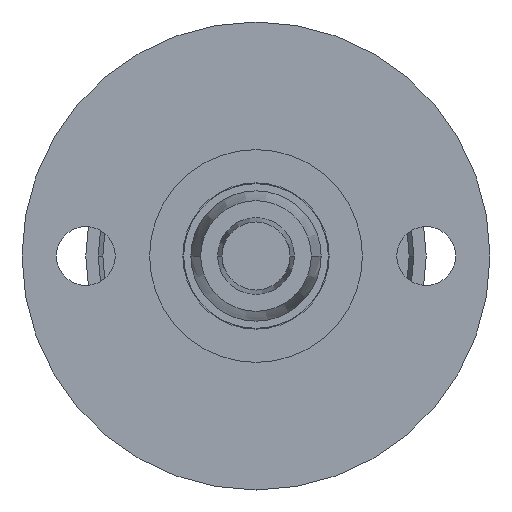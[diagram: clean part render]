
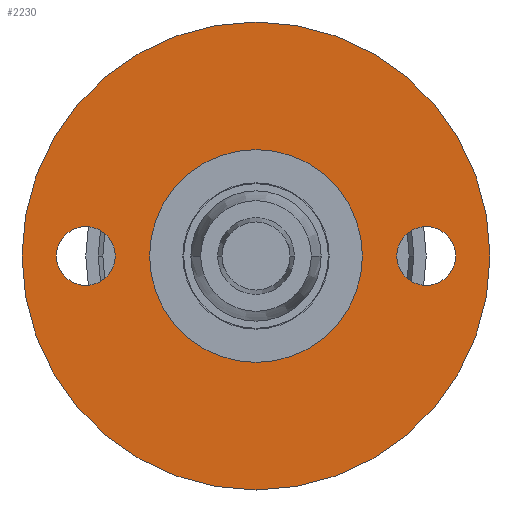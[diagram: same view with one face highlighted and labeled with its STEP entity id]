
A CAD part, left-side view. The second image highlights one B-rep face of the part: STEP entity #2230.
In plain terms, the highlighted planar face has unit normal (-1, 0, 0).
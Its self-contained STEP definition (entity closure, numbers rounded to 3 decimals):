
#196=CARTESIAN_POINT('',(3.75,27.5,0.0));
#197=VERTEX_POINT('',#196);
#213=CARTESIAN_POINT('',(3.75,-27.5,0.));
#214=VERTEX_POINT('',#213);
#221=CARTESIAN_POINT('',(3.75,0.,0.0));
#222=DIRECTION('',(1.0,0.0,0.0));
#223=DIRECTION('',(0.0,1.0,0.0));
#224=AXIS2_PLACEMENT_3D('',#221,#222,#223);
#225=CIRCLE('',#224,27.5);
#226=EDGE_CURVE('',#214,#197,#225,.T.);
#236=CARTESIAN_POINT('',(3.75,12.5,0.0));
#237=VERTEX_POINT('',#236);
#246=CARTESIAN_POINT('',(3.75,-12.5,0.));
#247=VERTEX_POINT('',#246);
#248=CARTESIAN_POINT('',(3.75,0.,0.0));
#249=DIRECTION('',(1.0,0.0,0.0));
#250=DIRECTION('',(0.0,1.0,0.0));
#251=AXIS2_PLACEMENT_3D('',#248,#249,#250);
#252=CIRCLE('',#251,12.5);
#253=EDGE_CURVE('',#247,#237,#252,.T.);
#614=CARTESIAN_POINT('',(3.75,20.,3.456));
#615=VERTEX_POINT('',#614);
#624=CARTESIAN_POINT('',(3.75,20.,-3.456));
#625=VERTEX_POINT('',#624);
#626=CARTESIAN_POINT('',(3.75,20.,0.0));
#627=DIRECTION('',(1.0,0.0,0.0));
#628=DIRECTION('',(0.0,0.0,1.0));
#629=AXIS2_PLACEMENT_3D('',#626,#627,#628);
#630=CIRCLE('',#629,3.456);
#631=EDGE_CURVE('',#625,#615,#630,.T.);
#656=CARTESIAN_POINT('',(3.75,-20.,3.456));
#657=VERTEX_POINT('',#656);
#666=CARTESIAN_POINT('',(3.75,-20.,-3.456));
#667=VERTEX_POINT('',#666);
#668=CARTESIAN_POINT('',(3.75,-20.,0.0));
#669=DIRECTION('',(1.0,0.0,0.0));
#670=DIRECTION('',(0.0,0.0,1.0));
#671=AXIS2_PLACEMENT_3D('',#668,#669,#670);
#672=CIRCLE('',#671,3.456);
#673=EDGE_CURVE('',#667,#657,#672,.T.);
#1691=CARTESIAN_POINT('',(3.75,-20.,0.0));
#1692=DIRECTION('',(1.0,0.0,0.0));
#1693=DIRECTION('',(0.0,0.0,1.0));
#1694=AXIS2_PLACEMENT_3D('',#1691,#1692,#1693);
#1695=CIRCLE('',#1694,3.456);
#1696=EDGE_CURVE('',#657,#667,#1695,.T.);
#1715=CARTESIAN_POINT('',(3.75,20.,0.0));
#1716=DIRECTION('',(1.0,0.0,0.0));
#1717=DIRECTION('',(0.0,0.0,1.0));
#1718=AXIS2_PLACEMENT_3D('',#1715,#1716,#1717);
#1719=CIRCLE('',#1718,3.456);
#1720=EDGE_CURVE('',#615,#625,#1719,.T.);
#2193=CARTESIAN_POINT('',(3.75,0.,0.0));
#2194=DIRECTION('',(1.0,0.0,0.0));
#2195=DIRECTION('',(0.0,1.0,0.0));
#2196=AXIS2_PLACEMENT_3D('',#2193,#2194,#2195);
#2197=CIRCLE('',#2196,12.5);
#2198=EDGE_CURVE('',#237,#247,#2197,.T.);
#2203=CARTESIAN_POINT('',(3.75,20.,0.0));
#2204=DIRECTION('',(-1.0,0.0,0.0));
#2205=DIRECTION('',(0.0,0.0,1.0));
#2206=AXIS2_PLACEMENT_3D('',#2203,#2204,#2205);
#2207=PLANE('',#2206);
#2208=CARTESIAN_POINT('',(3.75,0.,0.0));
#2209=DIRECTION('',(1.0,0.0,0.0));
#2210=DIRECTION('',(0.0,1.0,0.0));
#2211=AXIS2_PLACEMENT_3D('',#2208,#2209,#2210);
#2212=CIRCLE('',#2211,27.5);
#2213=EDGE_CURVE('',#197,#214,#2212,.T.);
#2214=ORIENTED_EDGE('',*,*,#2213,.F.);
#2215=ORIENTED_EDGE('',*,*,#226,.F.);
#2216=EDGE_LOOP('',(#2214,#2215));
#2217=FACE_OUTER_BOUND('',#2216,.T.);
#2218=ORIENTED_EDGE('',*,*,#1696,.T.);
#2219=ORIENTED_EDGE('',*,*,#673,.T.);
#2220=EDGE_LOOP('',(#2218,#2219));
#2221=FACE_BOUND('',#2220,.T.);
#2222=ORIENTED_EDGE('',*,*,#1720,.T.);
#2223=ORIENTED_EDGE('',*,*,#631,.T.);
#2224=EDGE_LOOP('',(#2222,#2223));
#2225=FACE_BOUND('',#2224,.T.);
#2226=ORIENTED_EDGE('',*,*,#2198,.T.);
#2227=ORIENTED_EDGE('',*,*,#253,.T.);
#2228=EDGE_LOOP('',(#2226,#2227));
#2229=FACE_BOUND('',#2228,.T.);
#2230=ADVANCED_FACE('',(#2217,#2221,#2225,#2229),#2207,.T.);
